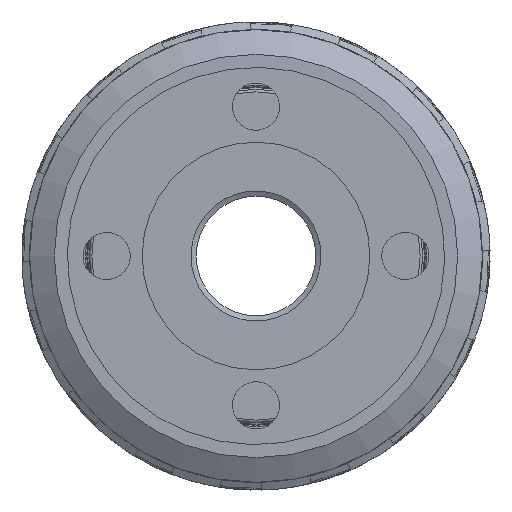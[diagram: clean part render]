
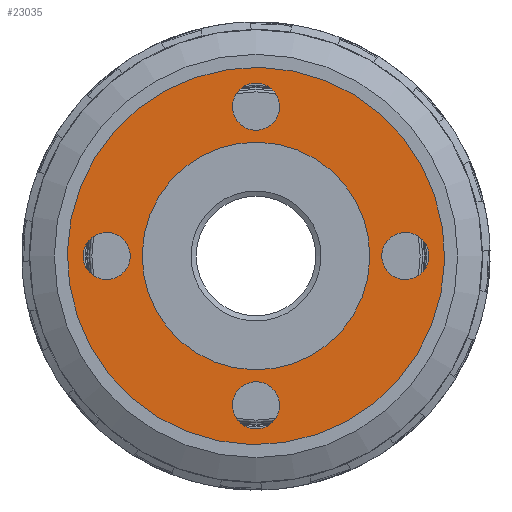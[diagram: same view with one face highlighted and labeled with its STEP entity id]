
A CAD part, front view. The second image highlights one B-rep face of the part: STEP entity #23035.
In plain terms, the highlighted planar face has unit normal (0, -1, 0).
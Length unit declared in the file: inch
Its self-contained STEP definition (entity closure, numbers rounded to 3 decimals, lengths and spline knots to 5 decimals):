
#22868=CARTESIAN_POINT('',(2.70409,-15.10607,0.17978));
#22869=VERTEX_POINT('',#22868);
#22870=CARTESIAN_POINT('',(2.375,-15.10607,0.0));
#22871=DIRECTION('',(0.0,-1.0,0.0));
#22872=DIRECTION('',(1.0,0.0,0.0));
#22873=AXIS2_PLACEMENT_3D('',#22870,#22871,#22872);
#22874=CIRCLE('',#22873,0.375);
#22875=EDGE_CURVE('',#22869,#22869,#22874,.T.);
#22885=CARTESIAN_POINT('',(1.43828,-15.10607,-2.63275));
#22886=VERTEX_POINT('',#22885);
#22887=CARTESIAN_POINT('',(0.,-15.10607,0.0));
#22888=DIRECTION('',(0.0,-1.0,0.0));
#22889=DIRECTION('',(1.0,0.0,0.0));
#22890=AXIS2_PLACEMENT_3D('',#22887,#22888,#22889);
#22891=CIRCLE('',#22890,3.);
#22892=EDGE_CURVE('',#22886,#22886,#22891,.T.);
#22976=CARTESIAN_POINT('',(0.86776,-15.10607,-1.58842));
#22977=VERTEX_POINT('',#22976);
#22978=CARTESIAN_POINT('',(0.,-15.10607,0.0));
#22979=DIRECTION('',(0.0,-1.0,0.0));
#22980=DIRECTION('',(1.0,0.0,0.0));
#22981=AXIS2_PLACEMENT_3D('',#22978,#22979,#22980);
#22982=CIRCLE('',#22981,1.81);
#22983=EDGE_CURVE('',#22977,#22977,#22982,.T.);
#22988=CARTESIAN_POINT('',(0.,-15.10607,-1.81));
#22989=DIRECTION('',(0.0,-1.0,0.0));
#22990=DIRECTION('',(-1.0,0.0,0.0));
#22991=AXIS2_PLACEMENT_3D('',#22988,#22989,#22990);
#22992=PLANE('',#22991);
#22993=ORIENTED_EDGE('',*,*,#22892,.T.);
#22994=EDGE_LOOP('',(#22993));
#22995=FACE_OUTER_BOUND('',#22994,.T.);
#22996=ORIENTED_EDGE('',*,*,#22875,.F.);
#22997=EDGE_LOOP('',(#22996));
#22998=FACE_BOUND('',#22997,.T.);
#22999=ORIENTED_EDGE('',*,*,#22983,.F.);
#23000=EDGE_LOOP('',(#22999));
#23001=FACE_BOUND('',#23000,.T.);
#23002=CARTESIAN_POINT('',(-0.17978,-15.10607,2.70409));
#23003=VERTEX_POINT('',#23002);
#23004=CARTESIAN_POINT('',(0.,-15.10607,2.375));
#23005=DIRECTION('',(0.0,-1.0,0.0));
#23006=DIRECTION('',(1.0,0.0,0.0));
#23007=AXIS2_PLACEMENT_3D('',#23004,#23005,#23006);
#23008=CIRCLE('',#23007,0.375);
#23009=EDGE_CURVE('',#23003,#23003,#23008,.T.);
#23010=ORIENTED_EDGE('',*,*,#23009,.F.);
#23011=EDGE_LOOP('',(#23010));
#23012=FACE_BOUND('',#23011,.T.);
#23013=CARTESIAN_POINT('',(-2.70409,-15.10607,-0.17978));
#23014=VERTEX_POINT('',#23013);
#23015=CARTESIAN_POINT('',(-2.375,-15.10607,0.));
#23016=DIRECTION('',(0.0,-1.0,0.0));
#23017=DIRECTION('',(1.0,0.0,0.0));
#23018=AXIS2_PLACEMENT_3D('',#23015,#23016,#23017);
#23019=CIRCLE('',#23018,0.375);
#23020=EDGE_CURVE('',#23014,#23014,#23019,.T.);
#23021=ORIENTED_EDGE('',*,*,#23020,.F.);
#23022=EDGE_LOOP('',(#23021));
#23023=FACE_BOUND('',#23022,.T.);
#23024=CARTESIAN_POINT('',(0.17978,-15.10607,-2.70409));
#23025=VERTEX_POINT('',#23024);
#23026=CARTESIAN_POINT('',(0.,-15.10607,-2.375));
#23027=DIRECTION('',(0.0,-1.0,0.0));
#23028=DIRECTION('',(1.0,0.0,0.0));
#23029=AXIS2_PLACEMENT_3D('',#23026,#23027,#23028);
#23030=CIRCLE('',#23029,0.375);
#23031=EDGE_CURVE('',#23025,#23025,#23030,.T.);
#23032=ORIENTED_EDGE('',*,*,#23031,.F.);
#23033=EDGE_LOOP('',(#23032));
#23034=FACE_BOUND('',#23033,.T.);
#23035=ADVANCED_FACE('',(#22995,#22998,#23001,#23012,#23023,#23034),#22992,.T.);
